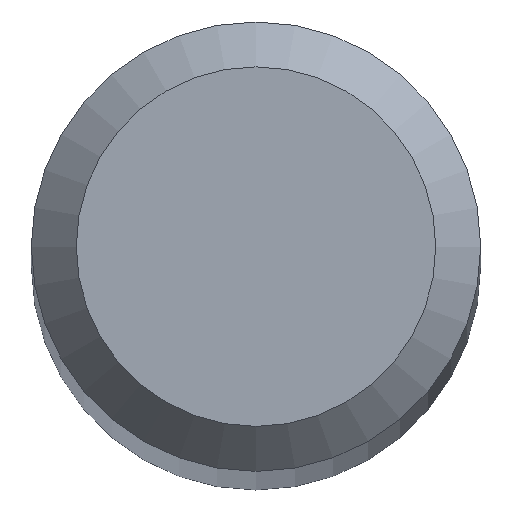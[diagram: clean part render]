
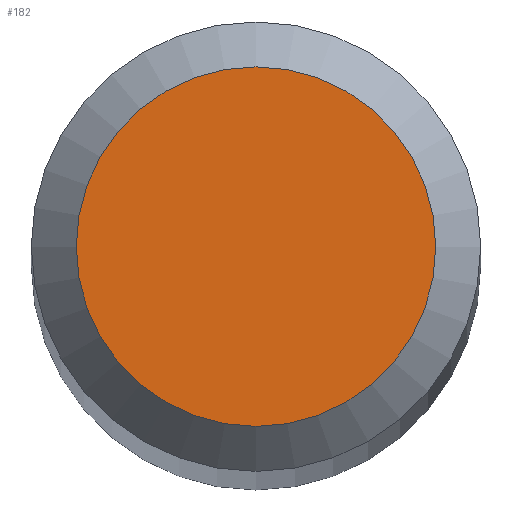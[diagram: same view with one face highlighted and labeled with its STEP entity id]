
A CAD part, top view. The second image highlights one B-rep face of the part: STEP entity #182.
In plain terms, the highlighted planar face has unit normal (0, 0, 1).
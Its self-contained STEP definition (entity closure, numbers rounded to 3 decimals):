
#29 = CARTESIAN_POINT ( 'NONE',  ( 0., 0., 30. ) ) ;
#30 = VERTEX_POINT ( 'NONE', #109 ) ;
#63 = CIRCLE ( 'NONE', #230, 0.4 ) ;
#65 = CARTESIAN_POINT ( 'NONE',  ( 0., 0., 30. ) ) ;
#72 = AXIS2_PLACEMENT_3D ( 'NONE', #29, #123, #200 ) ;
#104 = DIRECTION ( 'NONE',  ( 0., 0., -1. ) ) ;
#109 = CARTESIAN_POINT ( 'NONE',  ( 0., 0.4, 30. ) ) ;
#120 = EDGE_CURVE ( 'NONE', #30, #30, #63, .T. ) ;
#123 = DIRECTION ( 'NONE',  ( 0., 0., -1. ) ) ;
#174 = ORIENTED_EDGE ( 'NONE', *, *, #120, .F. ) ;
#179 = DIRECTION ( 'NONE',  ( 0., 1., 0. ) ) ;
#182 = ADVANCED_FACE ( 'NONE', ( #198 ), #233, .F. ) ;
#198 = FACE_OUTER_BOUND ( 'NONE', #224, .T. ) ;
#200 = DIRECTION ( 'NONE',  ( 0., 1., 0. ) ) ;
#224 = EDGE_LOOP ( 'NONE', ( #174 ) ) ;
#230 = AXIS2_PLACEMENT_3D ( 'NONE', #65, #104, #179 ) ;
#233 = PLANE ( 'NONE',  #72 ) ;
